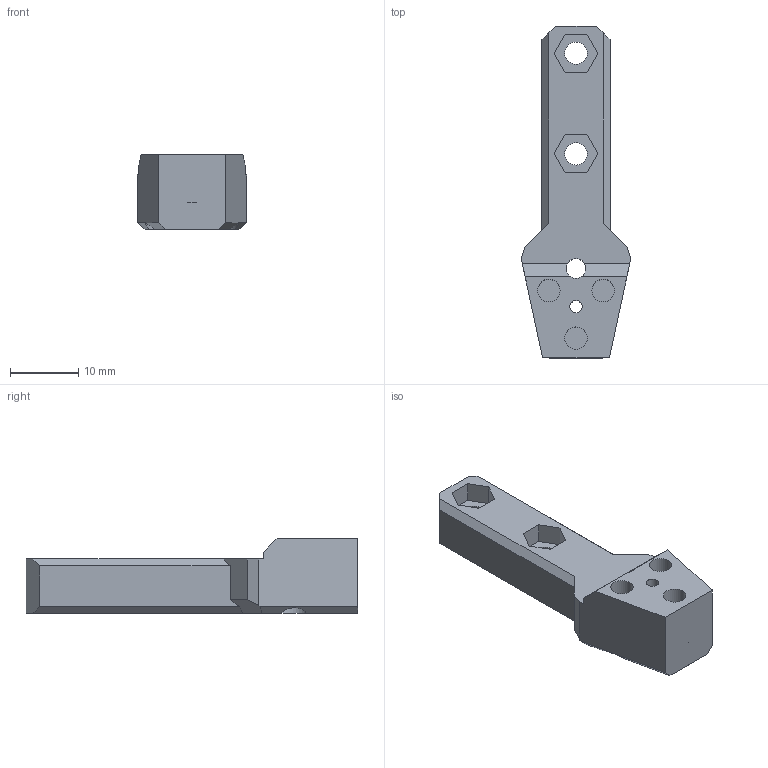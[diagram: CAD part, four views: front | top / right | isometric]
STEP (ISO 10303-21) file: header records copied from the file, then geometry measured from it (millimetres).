
FILE_DESCRIPTION(/* description */ ('STEP AP242','CAx-IF Rec.Pracs.---Representation and Presentation of Product Manufacturing Information (PMI)---4.0---2014-10-13','CAx-IF Rec.Pracs.---3D Tessellated Geometry---0.4---2014-09-14','2;1'),/* implementation_level */ '2;1');
FILE_NAME(/* name */ '64592e6590e1d84b444f13ea',/* time_stamp */ '2023-05-08T17:16:21Z',/* author */ (''),/* organization */ (''),/* preprocessor_version */ 'ST-DEVELOPER v19.4',/* originating_system */ ' ',/* authorisation */ ' ');
FILE_SCHEMA (('AP242_MANAGED_MODEL_BASED_3D_ENGINEERING_MIM_LF { 1 0 10303 442 1 1 4 }'));
Length unit declared in the file: metre
Products named in the file (1): unversal_cable_mount
Bounding box: 16.08 x 48.8 x 11 mm (x, y, z)
Volume: 3950.5 mm3; surface area: 2801.6 mm2
Topology: 1 solids, 1 shells, 57 faces, 156 edges, 106 vertices
Faces by surface type: plane 47, cylinder 10
Full cylindrical faces by diameter (mm): 1.8 x1, 2.9 x1, 3.3 x5, 5.6 x3
Entity records: 1710 total; most frequent: CARTESIAN_POINT 292, DIRECTION 278, ORIENTED_EDGE 274, EDGE_CURVE 137, LINE 112, VECTOR 112, VERTEX_POINT 97, AXIS2_PLACEMENT_3D 83
